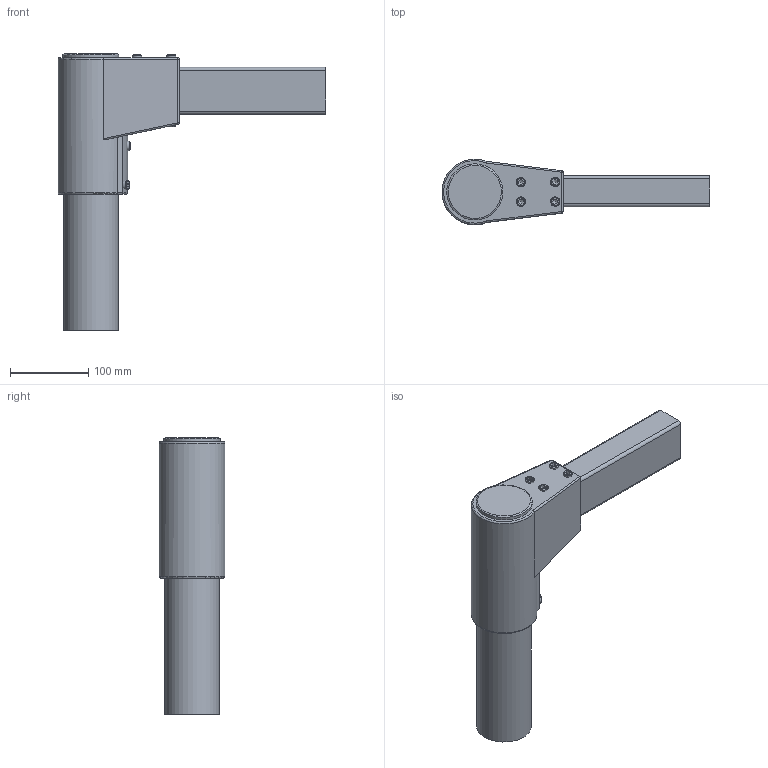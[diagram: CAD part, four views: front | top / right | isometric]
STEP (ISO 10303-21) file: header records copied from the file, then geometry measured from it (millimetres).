
FILE_DESCRIPTION (( 'STEP AP214' ), '1' );
FILE_NAME ('R149-020-001.STEP', '2025-10-17T09:43:08', ( '' ), ( '' ), 'SwSTEP 2.0', 'SolidWorks 2024', '' );
FILE_SCHEMA (( 'AUTOMOTIVE_DESIGN' ));
Length unit declared in the file: millimetre
Products named in the file (1): R149-020-001
Bounding box: 342.85 x 83.92 x 354 mm (x, y, z)
Volume: 931819.8 mm3; surface area: 354531.9 mm2
Topology: 15 solids, 15 shells, 321 faces, 699 edges, 397 vertices
Faces by surface type: plane 182, cylinder 68, cone 51, bspline 11, torus 5, sphere 4
Full cylindrical faces by diameter (mm): 10.106 x11, 12 x11, 64 x1, 66 x5, 70 x1, 72 x1
Entity records: 9892 total; most frequent: CARTESIAN_POINT 3509, DIRECTION 1287, ORIENTED_EDGE 1136, EDGE_CURVE 568, AXIS2_PLACEMENT_3D 493, EDGE_LOOP 427, FACE_OUTER_BOUND 354, VERTEX_POINT 353
